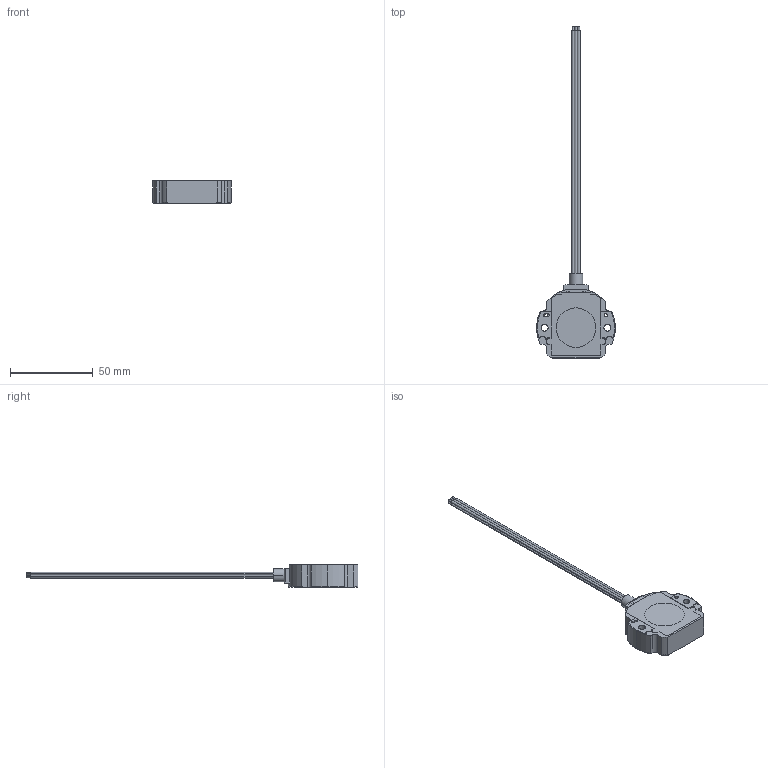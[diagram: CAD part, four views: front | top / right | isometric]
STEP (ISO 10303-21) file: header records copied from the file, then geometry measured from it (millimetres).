
FILE_DESCRIPTION (( 'STEP AP214' ), '1' );
FILE_NAME ('RFC-48_2-___-___-421.STEP', '2022-02-03T13:18:30', ( '' ), ( '' ), 'SwSTEP 2.0', 'SolidWorks 2020', '' );
FILE_SCHEMA (( 'AUTOMOTIVE_DESIGN' ));
Length unit declared in the file: millimetre
Products named in the file (1): RFC-48_2-___-___-421
Bounding box: 47.6 x 200.8 x 13.8 mm (x, y, z)
Surface area: 11221.5 mm2 (no closed solid volume)
Topology: 0 solids, 10 shells, 132 faces, 431 edges, 313 vertices
Faces by surface type: cylinder 71, plane 55, torus 6
Entity records: 6319 total; most frequent: CARTESIAN_POINT 949, DIRECTION 874, ORIENTED_EDGE 709, EDGE_CURVE 431, AXIS2_PLACEMENT_3D 320, VERTEX_POINT 313, VECTOR 234, LINE 234
